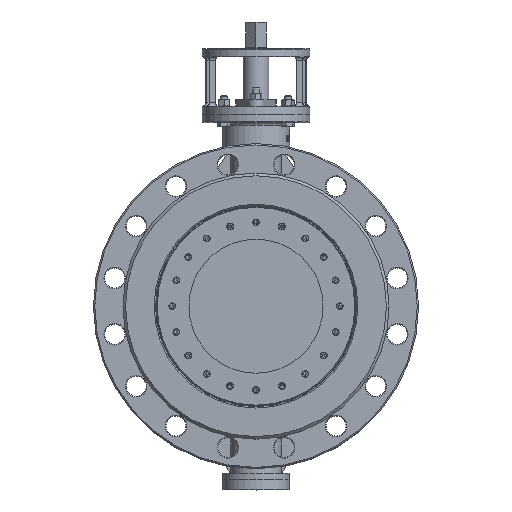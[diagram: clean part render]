
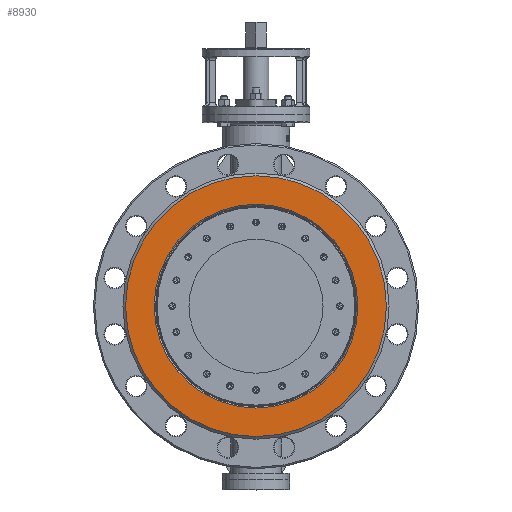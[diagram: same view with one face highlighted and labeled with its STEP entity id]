
A CAD part, top view. The second image highlights one B-rep face of the part: STEP entity #8930.
In plain terms, the highlighted planar face has unit normal (0, 0, 1).
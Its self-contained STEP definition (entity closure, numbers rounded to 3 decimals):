
#621=FACE_BOUND('',#2175,.T.);
#927=CIRCLE('',#9785,194.5);
#950=CIRCLE('',#9813,152.);
#1212=PLANE('',#9815);
#1565=FACE_OUTER_BOUND('',#2174,.T.);
#2174=EDGE_LOOP('',(#7019));
#2175=EDGE_LOOP('',(#7020));
#4084=VERTEX_POINT('',#17183);
#4109=VERTEX_POINT('',#17307);
#5109=EDGE_CURVE('',#4084,#4084,#927,.T.);
#5136=EDGE_CURVE('',#4109,#4109,#950,.T.);
#7019=ORIENTED_EDGE('',*,*,#5109,.T.);
#7020=ORIENTED_EDGE('',*,*,#5136,.F.);
#8930=ADVANCED_FACE('',(#1565,#621),#1212,.T.);
#9785=AXIS2_PLACEMENT_3D('',#17185,#11602,#11603);
#9813=AXIS2_PLACEMENT_3D('',#17308,#11660,#11661);
#9815=AXIS2_PLACEMENT_3D('',#17312,#11665,#11666);
#11602=DIRECTION('center_axis',(0.,0.,1.));
#11603=DIRECTION('ref_axis',(1.,0.,0.));
#11660=DIRECTION('center_axis',(0.,0.,1.));
#11661=DIRECTION('ref_axis',(-1.,0.,0.));
#11665=DIRECTION('center_axis',(0.,0.,1.));
#11666=DIRECTION('ref_axis',(1.,0.,0.));
#17183=CARTESIAN_POINT('',(194.5,0.,19.));
#17185=CARTESIAN_POINT('Origin',(0.,0.,19.));
#17307=CARTESIAN_POINT('',(152.,0.,19.));
#17308=CARTESIAN_POINT('Origin',(0.,0.,19.));
#17312=CARTESIAN_POINT('Origin',(0.,0.,19.));
